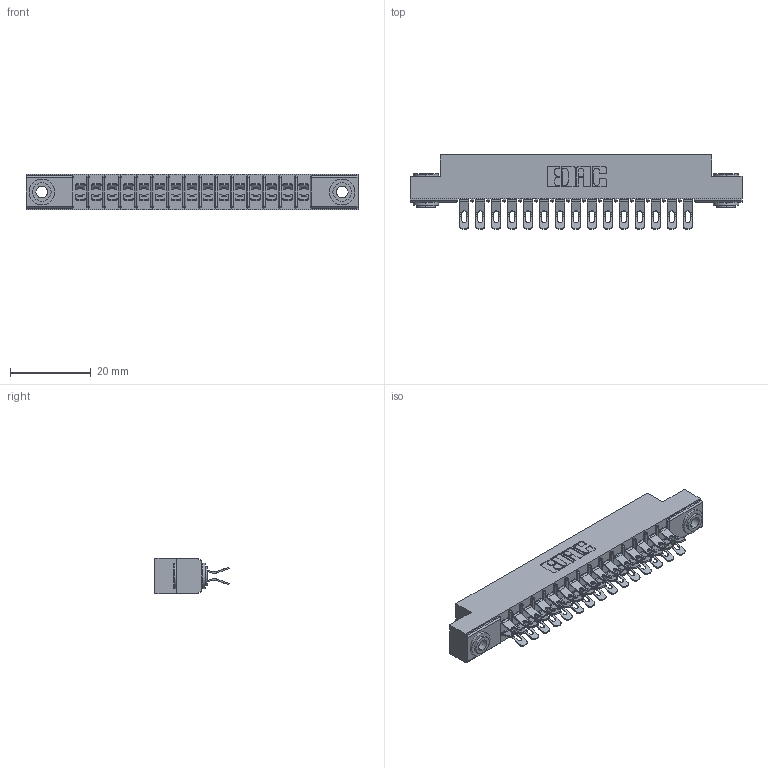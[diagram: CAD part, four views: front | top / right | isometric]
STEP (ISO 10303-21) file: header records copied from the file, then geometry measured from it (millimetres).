
FILE_DESCRIPTION (( 'STEP AP203' ), '1' );
FILE_NAME ('315-030-555-203.STEP', '2019-09-10T15:26:44', ( '' ), ( '' ), 'SwSTEP 2.0', 'SolidWorks 2016', '' );
FILE_SCHEMA (( 'CONFIG_CONTROL_DESIGN' ));
Length unit declared in the file: inch
Products named in the file (4): 305 Part_.156 Dia; 315-030-555-203; 345-250-002_345-250-002-102; 305-290-001_555
Assembly tree (33 placements, depth 2):
  315-030-555-203
    305 Part_.156 Dia
    305-290-001_555  x30
    345-250-002_345-250-002-102  x2
Bounding box: 82.45 x 18.41 x 8.71 mm (x, y, z)
Volume: 5275.5 mm3; surface area: 10295.4 mm2
Topology: 33 solids, 33 shells, 2148 faces, 6353 edges, 4150 vertices
Faces by surface type: plane 1052, cylinder 1028, sphere 60, cone 8
Entity records: 21217 total; most frequent: CARTESIAN_POINT 3510, ORIENTED_EDGE 3462, DIRECTION 3427, EDGE_CURVE 1731, VECTOR 1341, LINE 1341, VERTEX_POINT 1110, AXIS2_PLACEMENT_3D 1043
